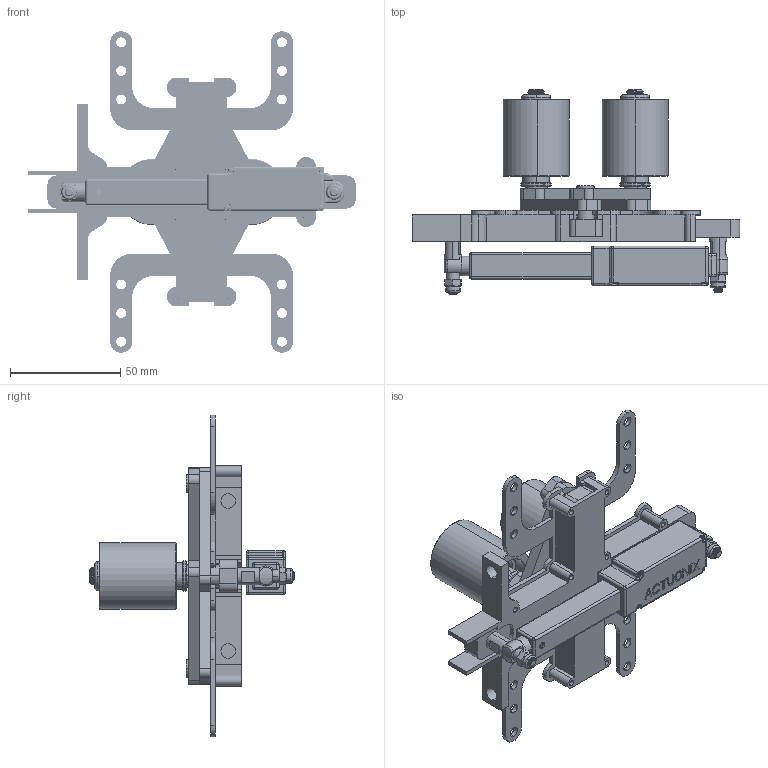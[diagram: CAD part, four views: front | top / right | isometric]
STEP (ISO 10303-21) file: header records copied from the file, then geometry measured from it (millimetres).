
FILE_DESCRIPTION (( 'STEP AP214' ), '1' );
FILE_NAME ('Système galet tendeur complet.STEP', '2023-06-28T07:52:57', ( '' ), ( '' ), 'SwSTEP 2.0', 'SolidWorks 2023', '' );
FILE_SCHEMA (( 'AUTOMOTIVE_DESIGN' ));
Length unit declared in the file: millimetre
Products named in the file (24): axe_servo_2_axe_servo_2_; Système galet tendeur complet; vis_din_7991-m3x10-8_8; assemblage_patin_servo_1_assemblage_patin_servo_1; Patin_servo_Patin_servo; assemblage_patin_guidage_assemblage_patin_guidage; axe_galet_axe_galet; Patin_guidage_Patin_guidage; DIST-3035; galet_RU3035; SKF - 608 - 8,SI,NC,8_68_SKF - 608 - 8,SI,NC,8_68; ecf8_8z_ecf8_8z; assemblage_patin_servo_2_assemblage_patin_servo_2; L16_50MM_LIFT_A; PA-2973035VS; DIN 6905-7.4-FSt_DIN 6905-7.4-FSt; bras_bras; Croix_support_sup_Croix_support_sup; axe_patin_axe_patin; Croix_support_inf_Croix_support_inf; axe_servo_1_axe_servo_1; L16_50MM_BODY_A; entretoise M4; ecrou_iso_7040-m4-10
Assembly tree (45 placements, depth 3):
  Système galet tendeur complet
    Croix_support_inf_Croix_support_inf
    Croix_support_sup_Croix_support_sup
    assemblage_patin_servo_1_assemblage_patin_servo_1
      Patin_servo_Patin_servo
      axe_galet_axe_galet
      axe_servo_1_axe_servo_1
    assemblage_patin_servo_2_assemblage_patin_servo_2
      Patin_servo_Patin_servo
      axe_galet_axe_galet
      axe_servo_2_axe_servo_2_
    assemblage_patin_guidage_assemblage_patin_guidage  x2
      Patin_guidage_Patin_guidage
      axe_patin_axe_patin
    bras_bras  x4
    galet_RU3035  x2
      PA-2973035VS
      SKF - 608 - 8,SI,NC,8_68_SKF - 608 - 8,SI,NC,8_68
      DIST-3035
      DIN 6905-7.4-FSt_DIN 6905-7.4-FSt
    L16_50MM_BODY_A
    L16_50MM_LIFT_A
    entretoise M4
    ecrou_iso_7040-m4-10  x2
    ecf8_8z_ecf8_8z  x2
    vis_din_7991-m3x10-8_8  x12
Bounding box: 148.69 x 93.1 x 146 mm (x, y, z)
Volume: 125667.3 mm3; surface area: 102167 mm2
Topology: 47 solids, 47 shells, 2303 faces, 5859 edges, 3697 vertices
Faces by surface type: cylinder 882, plane 830, cone 296, torus 195, bspline 85, sphere 15
Entity records: 77433 total; most frequent: CARTESIAN_POINT 38564, ORIENTED_EDGE 8220, DIRECTION 7741, EDGE_CURVE 4110, AXIS2_PLACEMENT_3D 2772, VERTEX_POINT 2610, VECTOR 2197, LINE 2197
